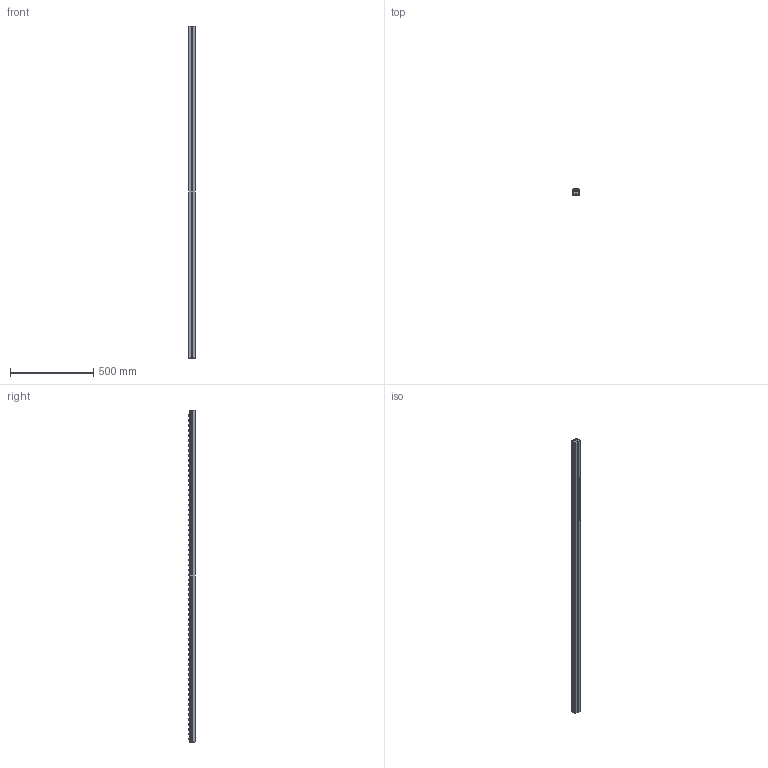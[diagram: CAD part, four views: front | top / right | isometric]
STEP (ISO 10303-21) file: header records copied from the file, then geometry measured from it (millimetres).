
FILE_DESCRIPTION (( 'STEP AP203' ), '1' );
FILE_NAME ('TFS.D28.8.01.0130.YW.STEP', '2015-12-15T05:01:15', ( '微软用户' ), ( '微软中国' ), 'SwSTEP 2.0', 'SolidWorks 2012', '' );
FILE_SCHEMA (( 'CONFIG_CONTROL_DESIGN' ));
Length unit declared in the file: millimetre
Products named in the file (1): TFS.D28.8.01.0130.YW
Bounding box: 41 x 38.37 x 2000 mm (x, y, z)
Surface area: 661399.8 mm2 (no closed solid volume)
Topology: 0 solids, 384 shells, 1804 faces, 13116 edges, 11496 vertices
Faces by surface type: plane 593, cylinder 545, cone 334, torus 332
Entity records: 137227 total; most frequent: CARTESIAN_POINT 44257, DIRECTION 19560, ORIENTED_EDGE 15432, EDGE_CURVE 13116, VERTEX_POINT 11496, AXIS2_PLACEMENT_3D 7376, CIRCLE 5571, VECTOR 4808
